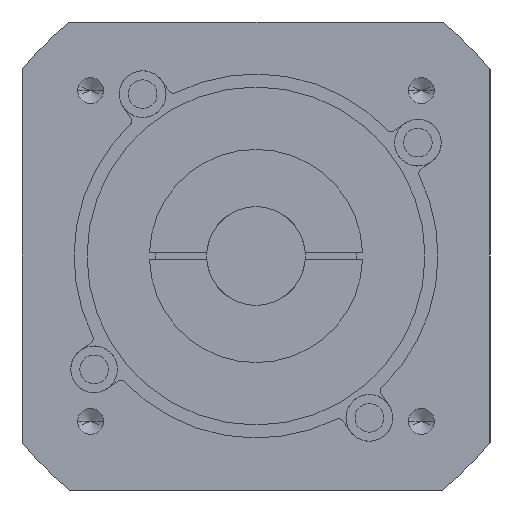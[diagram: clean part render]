
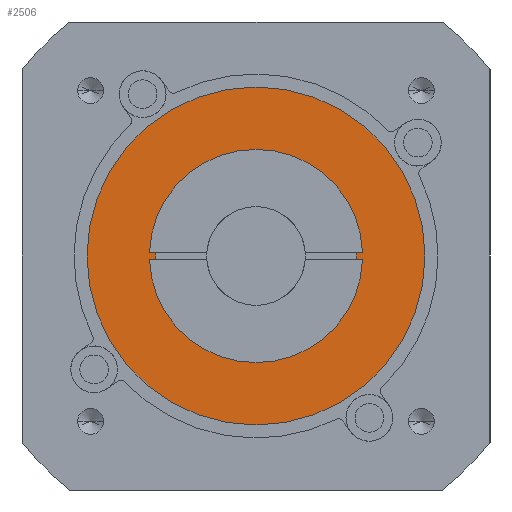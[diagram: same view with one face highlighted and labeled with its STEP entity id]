
A CAD part, left-side view. The second image highlights one B-rep face of the part: STEP entity #2506.
In plain terms, the highlighted planar face has unit normal (-1, 0, 0).
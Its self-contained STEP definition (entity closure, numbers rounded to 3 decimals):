
#13 = VERTEX_POINT ( 'NONE', #3532 ) ;
#300 = AXIS2_PLACEMENT_3D ( 'NONE', #1957, #5658, #2474 ) ;
#470 = DIRECTION ( 'NONE',  ( 1., 0., 0. ) ) ;
#503 = ORIENTED_EDGE ( 'NONE', *, *, #4763, .T. ) ;
#607 = FACE_BOUND ( 'NONE', #6201, .T. ) ;
#1394 = AXIS2_PLACEMENT_3D ( 'NONE', #6200, #3026, #6746 ) ;
#1417 = CARTESIAN_POINT ( 'NONE',  ( 31.601, 0., 0. ) ) ;
#1467 = DIRECTION ( 'NONE',  ( -1., 0., 0. ) ) ;
#1477 = ORIENTED_EDGE ( 'NONE', *, *, #6109, .F. ) ;
#1519 = CARTESIAN_POINT ( 'NONE',  ( 31.601, 0., -19.25 ) ) ;
#1526 = CIRCLE ( 'NONE', #2054, 19.25 ) ;
#1948 = DIRECTION ( 'NONE',  ( 0., 0., 1. ) ) ;
#1957 = CARTESIAN_POINT ( 'NONE',  ( 31.601, 0., 0. ) ) ;
#2018 = FACE_OUTER_BOUND ( 'NONE', #2385, .T. ) ;
#2054 = AXIS2_PLACEMENT_3D ( 'NONE', #4625, #1467, #5175 ) ;
#2385 = EDGE_LOOP ( 'NONE', ( #503, #2631 ) ) ;
#2474 = DIRECTION ( 'NONE',  ( 0., 0., 1. ) ) ;
#2506 = ADVANCED_FACE ( 'NONE', ( #607, #2018 ), #6816, .F. ) ;
#2631 = ORIENTED_EDGE ( 'NONE', *, *, #3188, .T. ) ;
#3007 = CARTESIAN_POINT ( 'NONE',  ( 31.601, 0., -32.5 ) ) ;
#3026 = DIRECTION ( 'NONE',  ( -1., 0., 0. ) ) ;
#3040 = AXIS2_PLACEMENT_3D ( 'NONE', #1519, #470, #4166 ) ;
#3188 = EDGE_CURVE ( 'NONE', #4749, #13, #3724, .T. ) ;
#3489 = VERTEX_POINT ( 'NONE', #5871 ) ;
#3532 = CARTESIAN_POINT ( 'NONE',  ( 31.601, 0., 32.5 ) ) ;
#3707 = AXIS2_PLACEMENT_3D ( 'NONE', #1417, #5124, #1948 ) ;
#3724 = CIRCLE ( 'NONE', #3707, 32.5 ) ;
#3765 = ORIENTED_EDGE ( 'NONE', *, *, #6054, .F. ) ;
#4166 = DIRECTION ( 'NONE',  ( 0., 0., -1. ) ) ;
#4168 = CIRCLE ( 'NONE', #1394, 32.5 ) ;
#4625 = CARTESIAN_POINT ( 'NONE',  ( 31.601, 0., 0. ) ) ;
#4749 = VERTEX_POINT ( 'NONE', #3007 ) ;
#4763 = EDGE_CURVE ( 'NONE', #13, #4749, #4168, .T. ) ;
#5124 = DIRECTION ( 'NONE',  ( -1., 0., 0. ) ) ;
#5175 = DIRECTION ( 'NONE',  ( 0., 0., 1. ) ) ;
#5658 = DIRECTION ( 'NONE',  ( -1., 0., 0. ) ) ;
#5826 = CARTESIAN_POINT ( 'NONE',  ( 31.601, 0., 19.25 ) ) ;
#5871 = CARTESIAN_POINT ( 'NONE',  ( 31.601, 0., -19.25 ) ) ;
#6054 = EDGE_CURVE ( 'NONE', #3489, #6857, #6822, .T. ) ;
#6109 = EDGE_CURVE ( 'NONE', #6857, #3489, #1526, .T. ) ;
#6200 = CARTESIAN_POINT ( 'NONE',  ( 31.601, 0., 0. ) ) ;
#6201 = EDGE_LOOP ( 'NONE', ( #1477, #3765 ) ) ;
#6746 = DIRECTION ( 'NONE',  ( 0., 0., 1. ) ) ;
#6816 = PLANE ( 'NONE',  #3040 ) ;
#6822 = CIRCLE ( 'NONE', #300, 19.25 ) ;
#6857 = VERTEX_POINT ( 'NONE', #5826 ) ;
